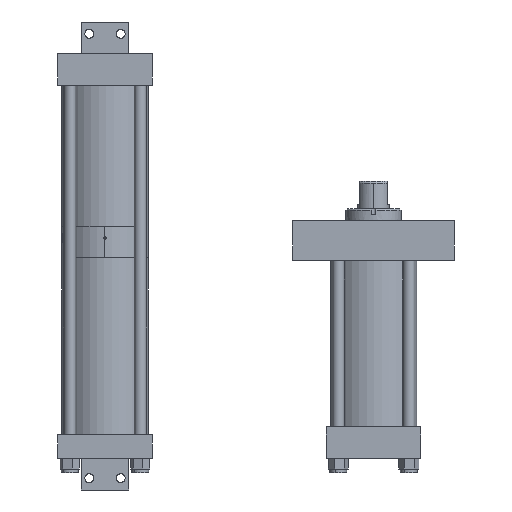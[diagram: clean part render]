
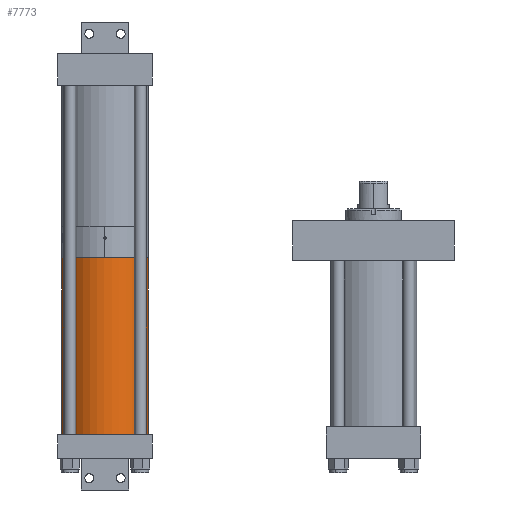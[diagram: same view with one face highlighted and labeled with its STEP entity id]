
A CAD part, front view. The second image highlights one B-rep face of the part: STEP entity #7773.
In plain terms, the highlighted cylindrical face has radius 34.925 mm (diameter 69.85 mm), a partial arc.
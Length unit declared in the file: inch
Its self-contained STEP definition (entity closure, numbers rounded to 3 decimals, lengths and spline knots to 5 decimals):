
#223 = EDGE_CURVE ( 'NONE', #11019, #8766, #380, .T. ) ;
#380 = LINE ( 'NONE', #7498, #6645 ) ;
#692 = VERTEX_POINT ( 'NONE', #5026 ) ;
#1043 = ORIENTED_EDGE ( 'NONE', *, *, #7024, .F. ) ;
#1196 = AXIS2_PLACEMENT_3D ( 'NONE', #9157, #3719, #10763 ) ;
#1358 = ORIENTED_EDGE ( 'NONE', *, *, #223, .T. ) ;
#1394 = EDGE_CURVE ( 'NONE', #11019, #4111, #4403, .T. ) ;
#1583 = CIRCLE ( 'NONE', #3823, 1.375 ) ;
#1663 = DIRECTION ( 'NONE',  ( 1., 0., 0. ) ) ;
#2026 = DIRECTION ( 'NONE',  ( -1., 0., 0. ) ) ;
#2112 = CYLINDRICAL_SURFACE ( 'NONE', #1196, 1.375 ) ;
#2202 = AXIS2_PLACEMENT_3D ( 'NONE', #7117, #1663, #8721 ) ;
#2353 = CARTESIAN_POINT ( 'NONE',  ( 0., 0., 0. ) ) ;
#3719 = DIRECTION ( 'NONE',  ( -1., 0., 0. ) ) ;
#3823 = AXIS2_PLACEMENT_3D ( 'NONE', #2353, #10971, #3926 ) ;
#3926 = DIRECTION ( 'NONE',  ( 0., 0., -1. ) ) ;
#3959 = ORIENTED_EDGE ( 'NONE', *, *, #1394, .F. ) ;
#4111 = VERTEX_POINT ( 'NONE', #11734 ) ;
#4403 = CIRCLE ( 'NONE', #2202, 1.375 ) ;
#5026 = CARTESIAN_POINT ( 'NONE',  ( 0., 0., -1.375 ) ) ;
#5286 = LINE ( 'NONE', #12315, #5397 ) ;
#5397 = VECTOR ( 'NONE', #6901, 39.37008 ) ;
#5476 = CARTESIAN_POINT ( 'NONE',  ( 5.605, 0., 1.375 ) ) ;
#6286 = ORIENTED_EDGE ( 'NONE', *, *, #6700, .T. ) ;
#6645 = VECTOR ( 'NONE', #2026, 39.37008 ) ;
#6700 = EDGE_CURVE ( 'NONE', #8766, #692, #1583, .T. ) ;
#6901 = DIRECTION ( 'NONE',  ( -1., 0., 0. ) ) ;
#7024 = EDGE_CURVE ( 'NONE', #4111, #692, #5286, .T. ) ;
#7117 = CARTESIAN_POINT ( 'NONE',  ( 5.605, 0., 0. ) ) ;
#7498 = CARTESIAN_POINT ( 'NONE',  ( 5.605, 0., 1.375 ) ) ;
#7773 = ADVANCED_FACE ( 'NONE', ( #8972 ), #2112, .T. ) ;
#8721 = DIRECTION ( 'NONE',  ( 0., 0., -1. ) ) ;
#8766 = VERTEX_POINT ( 'NONE', #9272 ) ;
#8972 = FACE_OUTER_BOUND ( 'NONE', #11020, .T. ) ;
#9157 = CARTESIAN_POINT ( 'NONE',  ( 5.605, 0., 0. ) ) ;
#9272 = CARTESIAN_POINT ( 'NONE',  ( 0., 0., 1.375 ) ) ;
#10763 = DIRECTION ( 'NONE',  ( 0., 0., 1. ) ) ;
#10971 = DIRECTION ( 'NONE',  ( 1., 0., 0. ) ) ;
#11020 = EDGE_LOOP ( 'NONE', ( #1043, #3959, #1358, #6286 ) ) ;
#11019 = VERTEX_POINT ( 'NONE', #5476 ) ;
#11734 = CARTESIAN_POINT ( 'NONE',  ( 5.605, 0., -1.375 ) ) ;
#12315 = CARTESIAN_POINT ( 'NONE',  ( 5.605, 0., -1.375 ) ) ;
